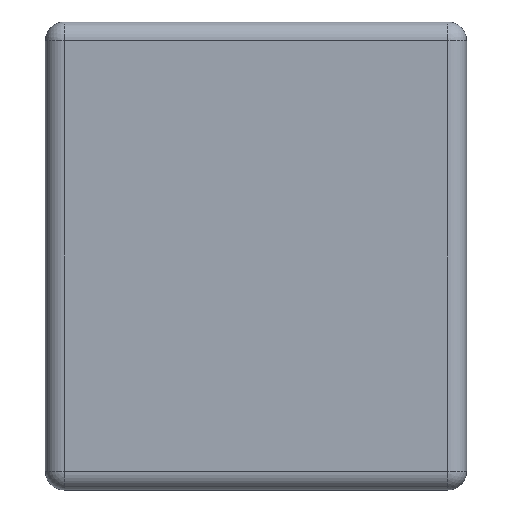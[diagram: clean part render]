
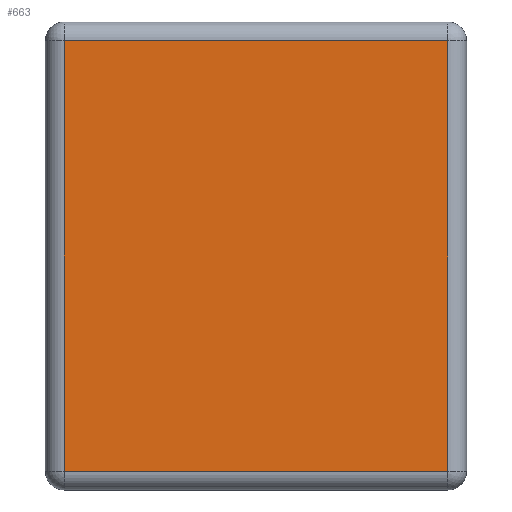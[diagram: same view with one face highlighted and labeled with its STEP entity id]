
A CAD part, front view. The second image highlights one B-rep face of the part: STEP entity #663.
In plain terms, the highlighted planar face has unit normal (0, -1, 0).
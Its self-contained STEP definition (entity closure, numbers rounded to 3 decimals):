
#88=FACE_OUTER_BOUND('',#126,.T.);
#126=EDGE_LOOP('',(#544,#545,#546,#547));
#178=LINE('',#1087,#244);
#180=LINE('',#1104,#246);
#184=LINE('',#1110,#250);
#187=LINE('',#1117,#253);
#244=VECTOR('',#872,10.);
#246=VECTOR('',#894,10.);
#250=VECTOR('',#902,10.);
#253=VECTOR('',#911,10.);
#313=VERTEX_POINT('',#1077);
#314=VERTEX_POINT('',#1081);
#316=VERTEX_POINT('',#1091);
#318=VERTEX_POINT('',#1097);
#388=EDGE_CURVE('',#314,#313,#178,.T.);
#396=EDGE_CURVE('',#318,#314,#180,.T.);
#400=EDGE_CURVE('',#316,#318,#184,.T.);
#404=EDGE_CURVE('',#313,#316,#187,.T.);
#544=ORIENTED_EDGE('',*,*,#388,.F.);
#545=ORIENTED_EDGE('',*,*,#396,.F.);
#546=ORIENTED_EDGE('',*,*,#400,.F.);
#547=ORIENTED_EDGE('',*,*,#404,.F.);
#629=PLANE('',#750);
#663=ADVANCED_FACE('',(#88),#629,.F.);
#750=AXIS2_PLACEMENT_3D('',#1121,#918,#919);
#872=DIRECTION('',(1.,0.,0.));
#894=DIRECTION('',(0.,0.,1.));
#902=DIRECTION('',(-1.,0.,0.));
#911=DIRECTION('',(0.,0.,-1.));
#918=DIRECTION('center_axis',(0.,1.,0.));
#919=DIRECTION('ref_axis',(0.,0.,1.));
#1077=CARTESIAN_POINT('',(-2.,0.,-2.));
#1081=CARTESIAN_POINT('',(-43.,0.,-2.));
#1087=CARTESIAN_POINT('',(-33.75,0.,-2.));
#1091=CARTESIAN_POINT('',(-2.,0.,-48.));
#1097=CARTESIAN_POINT('',(-43.,0.,-48.));
#1104=CARTESIAN_POINT('',(-43.,0.,-37.5));
#1110=CARTESIAN_POINT('',(-11.25,0.,-48.));
#1117=CARTESIAN_POINT('',(-2.,0.,-12.5));
#1121=CARTESIAN_POINT('Origin',(-22.5,0.,-25.));
